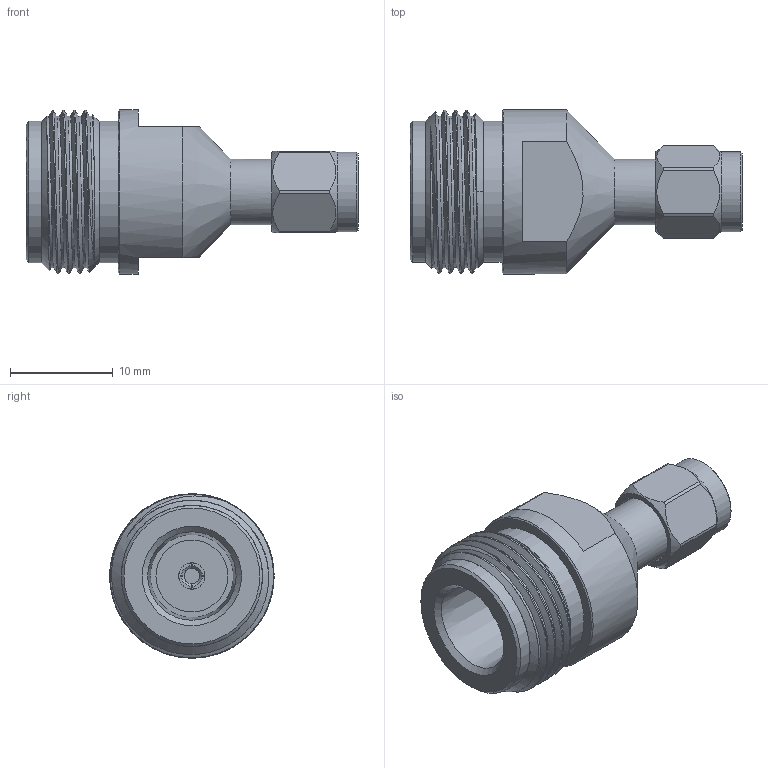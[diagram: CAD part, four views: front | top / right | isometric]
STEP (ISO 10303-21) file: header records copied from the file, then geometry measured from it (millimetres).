
FILE_DESCRIPTION (( 'STEP AP203' ), '1' );
FILE_NAME ('SM4241_3D.step', '2022-08-03T16:19:26', ( '' ), ( '' ), 'SwSTEP 2.0', 'SolidWorks 2021', '' );
FILE_SCHEMA (( 'CONFIG_CONTROL_DESIGN' ));
Length unit declared in the file: inch
Products named in the file (1): SM4241_3D
Bounding box: 32.26 x 15.96 x 15.98 mm (x, y, z)
Volume: 2933.2 mm3; surface area: 2423.6 mm2
Topology: 1 solids, 2 shells, 100 faces, 257 edges, 174 vertices
Faces by surface type: plane 39, cylinder 36, cone 18, bspline 7
Full cylindrical faces by diameter (mm): 0.94 x1, 1.194 x1, 1.524 x1, 2.54 x1, 4.445 x1, 6.35 x7, 6.377 x1, 6.604 x1, 6.985 x1, 7.762 x1, 8.603 x1, 13.716 x2, 15.983 x1
Entity records: 5887 total; most frequent: CARTESIAN_POINT 3811, ORIENTED_EDGE 428, DIRECTION 360, EDGE_CURVE 214, VERTEX_POINT 164, AXIS2_PLACEMENT_3D 160, EDGE_LOOP 134, FACE_OUTER_BOUND 110
